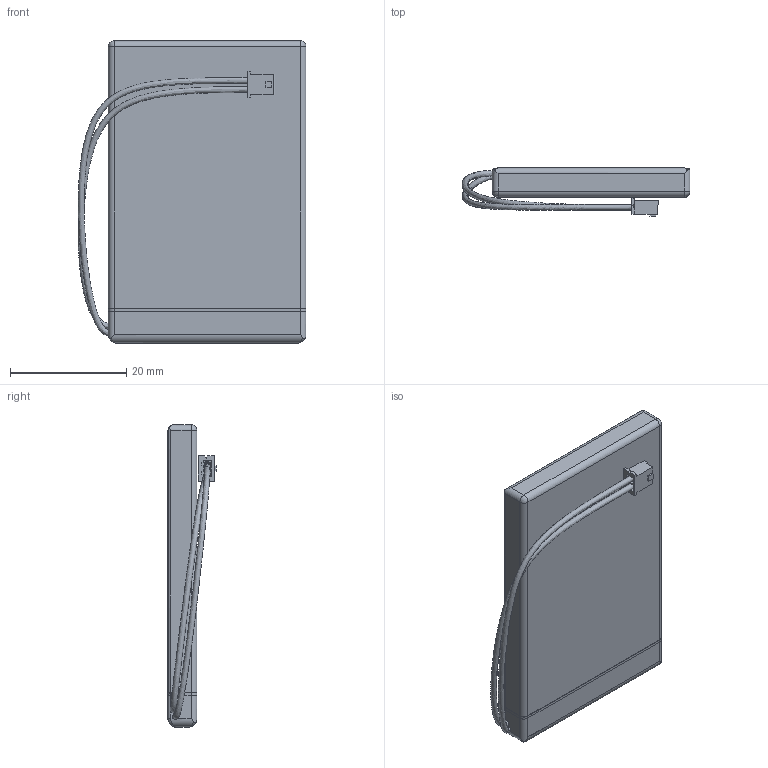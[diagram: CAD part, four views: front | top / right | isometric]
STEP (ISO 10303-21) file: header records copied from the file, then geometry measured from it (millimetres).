
FILE_DESCRIPTION(/* description */ (''),/* implementation_level */ '2;1');
FILE_NAME(/* name */ '523450 Li-iron Battery 1000mAh 3.7Wh DC4.2V.stp',/* time_stamp */ '2025-09-18T17:22:30+05:30',/* author */ ('dhruv'),/* organization */ (''),/* preprocessor_version */ 'ST-DEVELOPER v20.1',/* originating_system */ 'Autodesk Inventor 2026',/* authorisation */ '');
FILE_SCHEMA (('AUTOMOTIVE_DESIGN { 1 0 10303 214 3 1 1 }'));
Length unit declared in the file: millimetre
Products named in the file (7): 1500mah Battery Body; Solid2; Solid3; BMS PCB; Battry Wire Red; JST 2 Pin 1.5mm; Battery Sticker
Assembly tree (6 placements, depth 2):
  1500mah Battery Body
    Solid2
    Solid3
    BMS PCB
    Battry Wire Red
    JST 2 Pin 1.5mm
    Battery Sticker
Bounding box: 39.21 x 8.31 x 52 mm (x, y, z)
Volume: 8372.7 mm3; surface area: 8086.5 mm2
Topology: 13 solids, 13 shells, 354 faces, 915 edges, 583 vertices
Faces by surface type: plane 205, cylinder 73, bspline 62, torus 8, sphere 6
Full cylindrical faces by diameter (mm): 1 x2
Entity records: 15013 total; most frequent: CARTESIAN_POINT 6315, ORIENTED_EDGE 1814, DIRECTION 1481, EDGE_CURVE 907, LINE 593, VECTOR 593, VERTEX_POINT 583, AXIS2_PLACEMENT_3D 444
